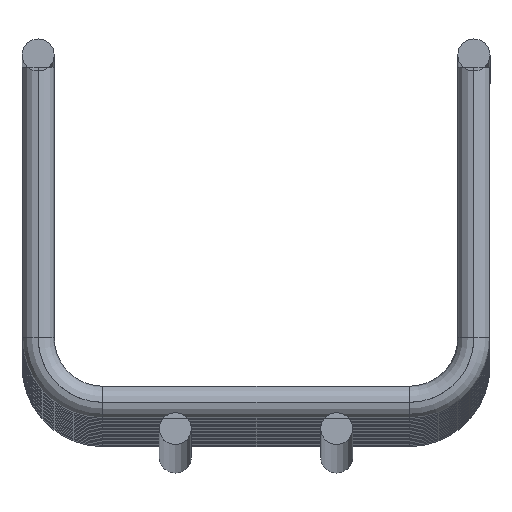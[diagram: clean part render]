
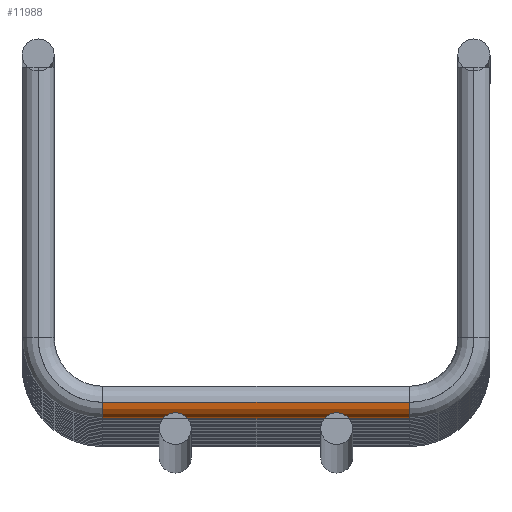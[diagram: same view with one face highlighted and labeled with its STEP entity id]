
A CAD part, top view. The second image highlights one B-rep face of the part: STEP entity #11988.
In plain terms, the highlighted cylindrical face has radius 2 mm (diameter 4 mm), a partial arc.
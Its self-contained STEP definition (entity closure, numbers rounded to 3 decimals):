
#9 = CIRCLE ( 'NONE', #3555, 2. ) ;
#19 = DIRECTION ( 'NONE',  ( 0., 1., 0. ) ) ;
#162 = ORIENTED_EDGE ( 'NONE', *, *, #1669, .T. ) ;
#224 = CARTESIAN_POINT ( 'NONE',  ( -19., 2., 0. ) ) ;
#267 = ORIENTED_EDGE ( 'NONE', *, *, #8818, .F. ) ;
#307 = VECTOR ( 'NONE', #8520, 1000. ) ;
#514 = LINE ( 'NONE', #4111, #9369 ) ;
#1071 = CARTESIAN_POINT ( 'NONE',  ( 19., 2., 0. ) ) ;
#1333 = DIRECTION ( 'NONE',  ( 1., 0., 0. ) ) ;
#1669 = EDGE_CURVE ( 'NONE', #4572, #6244, #514, .T. ) ;
#1971 = LINE ( 'NONE', #224, #307 ) ;
#2601 = CARTESIAN_POINT ( 'NONE',  ( 25., 2., -2. ) ) ;
#2722 = FACE_OUTER_BOUND ( 'NONE', #3412, .T. ) ;
#2814 = VERTEX_POINT ( 'NONE', #6689 ) ;
#3002 = CARTESIAN_POINT ( 'NONE',  ( 19., 2., -2. ) ) ;
#3412 = EDGE_LOOP ( 'NONE', ( #10739, #162, #267, #11450 ) ) ;
#3555 = AXIS2_PLACEMENT_3D ( 'NONE', #3002, #6858, #9722 ) ;
#4111 = CARTESIAN_POINT ( 'NONE',  ( -29., 0., -2. ) ) ;
#4572 = VERTEX_POINT ( 'NONE', #6464 ) ;
#5191 = DIRECTION ( 'NONE',  ( 0., 0., -1. ) ) ;
#5596 = EDGE_CURVE ( 'NONE', #8778, #2814, #1971, .T. ) ;
#6244 = VERTEX_POINT ( 'NONE', #6383 ) ;
#6312 = CARTESIAN_POINT ( 'NONE',  ( -19., 2., -2. ) ) ;
#6383 = CARTESIAN_POINT ( 'NONE',  ( 19., 0., -2. ) ) ;
#6464 = CARTESIAN_POINT ( 'NONE',  ( -19., 0., -2. ) ) ;
#6476 = CYLINDRICAL_SURFACE ( 'NONE', #11960, 2. ) ;
#6689 = CARTESIAN_POINT ( 'NONE',  ( -19., 2., 0. ) ) ;
#6858 = DIRECTION ( 'NONE',  ( 1., 0., 0. ) ) ;
#7455 = DIRECTION ( 'NONE',  ( 1., 0., 0. ) ) ;
#8367 = AXIS2_PLACEMENT_3D ( 'NONE', #6312, #9113, #5191 ) ;
#8520 = DIRECTION ( 'NONE',  ( -1., 0., 0. ) ) ;
#8778 = VERTEX_POINT ( 'NONE', #1071 ) ;
#8818 = EDGE_CURVE ( 'NONE', #8778, #6244, #9, .T. ) ;
#9113 = DIRECTION ( 'NONE',  ( 1., 0., 0. ) ) ;
#9369 = VECTOR ( 'NONE', #1333, 1000. ) ;
#9722 = DIRECTION ( 'NONE',  ( 0., 1., 0. ) ) ;
#10217 = EDGE_CURVE ( 'NONE', #2814, #4572, #11677, .T. ) ;
#10739 = ORIENTED_EDGE ( 'NONE', *, *, #10217, .T. ) ;
#11450 = ORIENTED_EDGE ( 'NONE', *, *, #5596, .T. ) ;
#11677 = CIRCLE ( 'NONE', #8367, 2. ) ;
#11960 = AXIS2_PLACEMENT_3D ( 'NONE', #2601, #7455, #19 ) ;
#11988 = ADVANCED_FACE ( 'NONE', ( #2722 ), #6476, .T. ) ;
